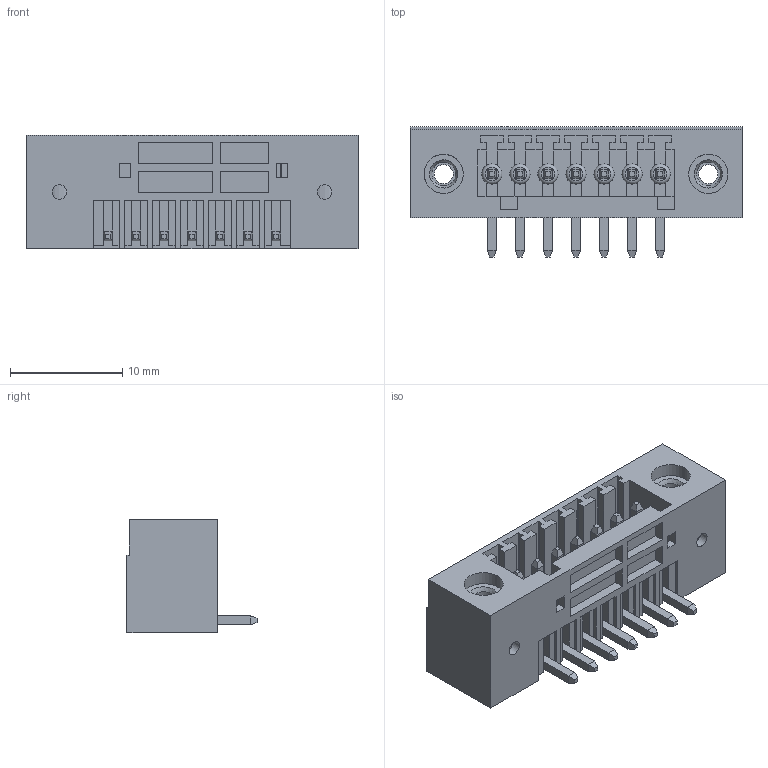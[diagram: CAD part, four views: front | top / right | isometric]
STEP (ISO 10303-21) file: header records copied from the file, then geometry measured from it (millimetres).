
FILE_DESCRIPTION( ( 'Unknown' ), '1' );
FILE_NAME( '691382040007.stp', 'Unknown', ( 'Unknown' ), ( 'Unknown' ), 'PSStep 18.0.17', 'Unknown', ' ' );
FILE_SCHEMA( ( 'AUTOMOTIVE_DESIGN { 1 0 10303 214 1 1 1 1 }' ) );
Length unit declared in the file: millimetre
Products named in the file (4): Assem1; 6913820400xx_PIN; 6913820400xx_Thread; 691382040007
Assembly tree (10 placements, depth 2):
  Assem1
    6913820400xx_PIN  x7
    6913820400xx_Thread  x2
    691382040007
Bounding box: 29.6 x 11.6 x 10.1 mm (x, y, z)
Volume: 1391.2 mm3; surface area: 3529 mm2
Topology: 10 solids, 10 shells, 573 faces, 1525 edges, 986 vertices
Faces by surface type: plane 529, cylinder 35, torus 7, cone 2
Full cylindrical faces by diameter (mm): 1.3 x2, 1.7 x2, 1.8 x7, 2.113 x2, 3.5 x4
Entity records: 18065 total; most frequent: CARTESIAN_POINT 2542, ORIENTED_EDGE 2488, DIRECTION 2257, EDGE_CURVE 1244, LINE 1173, VECTOR 1173, VERTEX_POINT 827, AXIS2_PLACEMENT_3D 542
